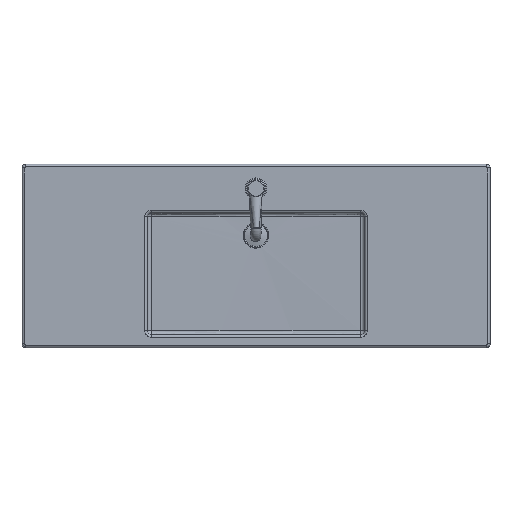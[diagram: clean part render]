
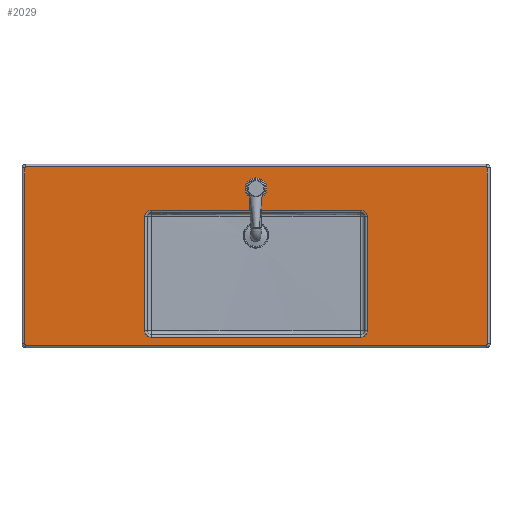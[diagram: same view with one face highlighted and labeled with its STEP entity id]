
A CAD part, top view. The second image highlights one B-rep face of the part: STEP entity #2029.
In plain terms, the highlighted planar face has unit normal (0, 0, 1).
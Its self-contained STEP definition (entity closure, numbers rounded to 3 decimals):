
#1568=CARTESIAN_POINT('',(861.266,-437.572,130.0));
#1569=VERTEX_POINT('',#1568);
#1587=CARTESIAN_POINT('',(301.266,-437.572,130.0));
#1588=VERTEX_POINT('',#1587);
#1596=CARTESIAN_POINT('',(301.266,-437.572,130.0));
#1597=DIRECTION('',(1.0,0.0,0.0));
#1598=VECTOR('',#1597,560.);
#1599=LINE('',#1596,#1598);
#1600=EDGE_CURVE('',#1588,#1569,#1599,.T.);
#1610=CARTESIAN_POINT('',(878.266,-420.572,130.0));
#1611=VERTEX_POINT('',#1610);
#1629=CARTESIAN_POINT('',(861.266,-420.572,130.0));
#1630=DIRECTION('',(0.0,0.0,1.));
#1631=DIRECTION('',(0.707,-0.707,0.0));
#1632=AXIS2_PLACEMENT_3D('',#1629,#1630,#1631);
#1633=CIRCLE('',#1632,17.0);
#1634=EDGE_CURVE('',#1569,#1611,#1633,.T.);
#1646=CARTESIAN_POINT('',(284.266,-420.572,130.0));
#1647=VERTEX_POINT('',#1646);
#1655=CARTESIAN_POINT('',(301.266,-420.572,130.0));
#1656=DIRECTION('',(0.0,0.0,1.));
#1657=DIRECTION('',(-0.707,-0.707,0.0));
#1658=AXIS2_PLACEMENT_3D('',#1655,#1656,#1657);
#1659=CIRCLE('',#1658,17.0);
#1660=EDGE_CURVE('',#1647,#1588,#1659,.T.);
#1678=CARTESIAN_POINT('',(878.266,-115.572,130.0));
#1679=VERTEX_POINT('',#1678);
#1696=CARTESIAN_POINT('',(878.266,-420.572,130.0));
#1697=DIRECTION('',(0.0,1.0,0.0));
#1698=VECTOR('',#1697,305.);
#1699=LINE('',#1696,#1698);
#1700=EDGE_CURVE('',#1611,#1679,#1699,.T.);
#1712=CARTESIAN_POINT('',(284.266,-115.572,130.0));
#1713=VERTEX_POINT('',#1712);
#1721=CARTESIAN_POINT('',(284.266,-115.572,130.0));
#1722=DIRECTION('',(0.0,-1.0,0.0));
#1723=VECTOR('',#1722,305.0);
#1724=LINE('',#1721,#1723);
#1725=EDGE_CURVE('',#1713,#1647,#1724,.T.);
#1742=CARTESIAN_POINT('',(861.266,-98.572,130.0));
#1743=VERTEX_POINT('',#1742);
#1761=CARTESIAN_POINT('',(861.266,-115.572,130.0));
#1762=DIRECTION('',(0.0,0.0,1.));
#1763=DIRECTION('',(0.707,0.707,0.0));
#1764=AXIS2_PLACEMENT_3D('',#1761,#1762,#1763);
#1765=CIRCLE('',#1764,17.0);
#1766=EDGE_CURVE('',#1679,#1743,#1765,.T.);
#1778=CARTESIAN_POINT('',(301.266,-98.572,130.0));
#1779=VERTEX_POINT('',#1778);
#1787=CARTESIAN_POINT('',(301.266,-115.572,130.0));
#1788=DIRECTION('',(0.0,0.0,1.));
#1789=DIRECTION('',(-0.707,0.707,0.0));
#1790=AXIS2_PLACEMENT_3D('',#1787,#1788,#1789);
#1791=CIRCLE('',#1790,17.);
#1792=EDGE_CURVE('',#1779,#1713,#1791,.T.);
#1811=CARTESIAN_POINT('',(861.266,-98.572,130.0));
#1812=DIRECTION('',(-1.0,0.0,0.0));
#1813=VECTOR('',#1812,560.);
#1814=LINE('',#1811,#1813);
#1815=EDGE_CURVE('',#1743,#1779,#1814,.T.);
#1933=CARTESIAN_POINT('',(581.266,-220.572,130.0));
#1934=DIRECTION('',(0.0,0.0,1.0));
#1935=DIRECTION('',(1.0,0.0,0.0));
#1936=AXIS2_PLACEMENT_3D('',#1933,#1934,#1935);
#1937=PLANE('',#1936);
#1938=CARTESIAN_POINT('',(1196.266,-458.572,130.0));
#1939=VERTEX_POINT('',#1938);
#1940=CARTESIAN_POINT('',(-33.734,-458.572,130.0));
#1941=VERTEX_POINT('',#1940);
#1942=CARTESIAN_POINT('',(1196.266,-458.572,130.0));
#1943=DIRECTION('',(-1.0,0.0,0.0));
#1944=VECTOR('',#1943,1230.0);
#1945=LINE('',#1942,#1944);
#1946=EDGE_CURVE('',#1939,#1941,#1945,.T.);
#1947=ORIENTED_EDGE('',*,*,#1946,.F.);
#1948=CARTESIAN_POINT('',(1199.266,-455.572,130.0));
#1949=VERTEX_POINT('',#1948);
#1950=CARTESIAN_POINT('',(1196.266,-455.572,130.0));
#1951=DIRECTION('',(0.0,0.0,-1.));
#1952=DIRECTION('',(0.707,-0.707,0.0));
#1953=AXIS2_PLACEMENT_3D('',#1950,#1951,#1952);
#1954=CIRCLE('',#1953,3.);
#1955=EDGE_CURVE('',#1949,#1939,#1954,.T.);
#1956=ORIENTED_EDGE('',*,*,#1955,.F.);
#1957=CARTESIAN_POINT('',(1199.266,14.428,130.0));
#1958=VERTEX_POINT('',#1957);
#1959=CARTESIAN_POINT('',(1199.266,14.428,130.0));
#1960=DIRECTION('',(0.0,-1.0,0.0));
#1961=VECTOR('',#1960,470.);
#1962=LINE('',#1959,#1961);
#1963=EDGE_CURVE('',#1958,#1949,#1962,.T.);
#1964=ORIENTED_EDGE('',*,*,#1963,.F.);
#1965=CARTESIAN_POINT('',(1196.266,17.428,130.0));
#1966=VERTEX_POINT('',#1965);
#1967=CARTESIAN_POINT('',(1196.266,14.428,130.0));
#1968=DIRECTION('',(0.0,0.0,-1.));
#1969=DIRECTION('',(0.707,0.707,0.0));
#1970=AXIS2_PLACEMENT_3D('',#1967,#1968,#1969);
#1971=CIRCLE('',#1970,3.);
#1972=EDGE_CURVE('',#1966,#1958,#1971,.T.);
#1973=ORIENTED_EDGE('',*,*,#1972,.F.);
#1974=CARTESIAN_POINT('',(-33.734,17.428,130.0));
#1975=VERTEX_POINT('',#1974);
#1976=CARTESIAN_POINT('',(-33.734,17.428,130.0));
#1977=DIRECTION('',(1.0,0.0,0.0));
#1978=VECTOR('',#1977,1230.0);
#1979=LINE('',#1976,#1978);
#1980=EDGE_CURVE('',#1975,#1966,#1979,.T.);
#1981=ORIENTED_EDGE('',*,*,#1980,.F.);
#1982=CARTESIAN_POINT('',(-36.734,14.428,130.0));
#1983=VERTEX_POINT('',#1982);
#1984=CARTESIAN_POINT('',(-33.734,14.428,130.0));
#1985=DIRECTION('',(0.0,0.0,-1.0));
#1986=DIRECTION('',(-0.707,0.707,0.0));
#1987=AXIS2_PLACEMENT_3D('',#1984,#1985,#1986);
#1988=CIRCLE('',#1987,3.);
#1989=EDGE_CURVE('',#1983,#1975,#1988,.T.);
#1990=ORIENTED_EDGE('',*,*,#1989,.F.);
#1991=CARTESIAN_POINT('',(-36.734,-455.572,130.0));
#1992=VERTEX_POINT('',#1991);
#1993=CARTESIAN_POINT('',(-36.734,-455.572,130.0));
#1994=DIRECTION('',(0.0,1.0,0.0));
#1995=VECTOR('',#1994,470.0);
#1996=LINE('',#1993,#1995);
#1997=EDGE_CURVE('',#1992,#1983,#1996,.T.);
#1998=ORIENTED_EDGE('',*,*,#1997,.F.);
#1999=CARTESIAN_POINT('',(-33.734,-455.572,130.0));
#2000=DIRECTION('',(0.0,0.0,-1.0));
#2001=DIRECTION('',(-0.707,-0.707,0.0));
#2002=AXIS2_PLACEMENT_3D('',#1999,#2000,#2001);
#2003=CIRCLE('',#2002,3.);
#2004=EDGE_CURVE('',#1941,#1992,#2003,.T.);
#2005=ORIENTED_EDGE('',*,*,#2004,.F.);
#2006=EDGE_LOOP('',(#1947,#1956,#1964,#1973,#1981,#1990,#1998,#2005));
#2007=FACE_OUTER_BOUND('',#2006,.T.);
#2008=CARTESIAN_POINT('',(601.766,-40.572,130.0));
#2009=VERTEX_POINT('',#2008);
#2010=CARTESIAN_POINT('',(581.266,-40.572,130.0));
#2011=DIRECTION('',(0.0,0.0,1.0));
#2012=DIRECTION('',(-1.0,0.0,0.0));
#2013=AXIS2_PLACEMENT_3D('',#2010,#2011,#2012);
#2014=CIRCLE('',#2013,20.5);
#2015=EDGE_CURVE('',#2009,#2009,#2014,.T.);
#2016=ORIENTED_EDGE('',*,*,#2015,.F.);
#2017=EDGE_LOOP('',(#2016));
#2018=FACE_BOUND('',#2017,.T.);
#2019=ORIENTED_EDGE('',*,*,#1600,.F.);
#2020=ORIENTED_EDGE('',*,*,#1660,.F.);
#2021=ORIENTED_EDGE('',*,*,#1725,.F.);
#2022=ORIENTED_EDGE('',*,*,#1792,.F.);
#2023=ORIENTED_EDGE('',*,*,#1815,.F.);
#2024=ORIENTED_EDGE('',*,*,#1766,.F.);
#2025=ORIENTED_EDGE('',*,*,#1700,.F.);
#2026=ORIENTED_EDGE('',*,*,#1634,.F.);
#2027=EDGE_LOOP('',(#2019,#2020,#2021,#2022,#2023,#2024,#2025,#2026));
#2028=FACE_BOUND('',#2027,.T.);
#2029=ADVANCED_FACE('',(#2007,#2018,#2028),#1937,.T.);
